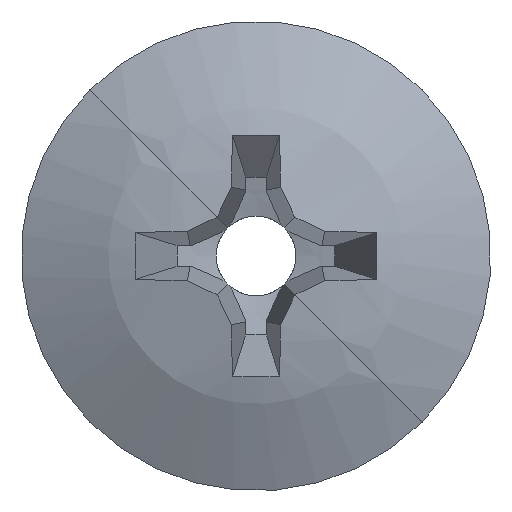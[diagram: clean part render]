
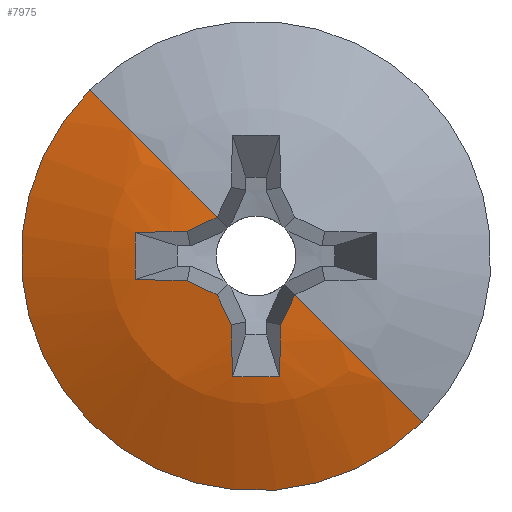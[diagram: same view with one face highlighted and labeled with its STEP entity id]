
A CAD part, left-side view. The second image highlights one B-rep face of the part: STEP entity #7975.
In plain terms, the highlighted spherical face has radius 5.452 mm.
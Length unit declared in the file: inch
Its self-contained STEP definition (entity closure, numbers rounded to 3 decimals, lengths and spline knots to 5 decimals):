
#3047=CARTESIAN_POINT('',(0.14257,0.01131,
0.01131));
#3048=DIRECTION('',(-0.128,0.701,0.701));
#3049=DIRECTION('',(-0.959,0.092,-0.268));
#3050=AXIS2_PLACEMENT_3D('',#3047,#3048,#3049);
#3052=CARTESIAN_POINT('',(-0.06856,0.,-0.02484));
#3053=CARTESIAN_POINT('',(-0.06849,0.00152,
-0.02539));
#3054=CARTESIAN_POINT('',(-0.06833,0.00455,
-0.02647));
#3055=CARTESIAN_POINT('',(-0.06799,0.00899,
-0.02804));
#3056=CARTESIAN_POINT('',(-0.06766,0.01228,
-0.02919));
#3057=CARTESIAN_POINT('',(-0.06746,0.01399,
-0.02979));
#3059=CARTESIAN_POINT('',(-0.06746,-0.01399,
-0.02979));
#3060=CARTESIAN_POINT('',(-0.06766,-0.01227,
-0.02919));
#3061=CARTESIAN_POINT('',(-0.06799,-0.00896,
-0.02803));
#3062=CARTESIAN_POINT('',(-0.06833,-0.00451,
-0.02646));
#3063=CARTESIAN_POINT('',(-0.06849,-0.0015,
-0.02538));
#3064=CARTESIAN_POINT('',(-0.06856,0.,-0.02484));
#3066=CARTESIAN_POINT('',(0.14257,-0.01131,
0.01131));
#3067=DIRECTION('',(-0.128,-0.701,0.701));
#3068=DIRECTION('',(-0.981,-0.012,-0.192));
#3069=AXIS2_PLACEMENT_3D('',#3066,#3067,#3068);
#3071=CARTESIAN_POINT('',(0.13324,0.01932,
0.01932));
#3072=DIRECTION('',(-0.385,0.653,0.653));
#3073=DIRECTION('',(-0.922,-0.237,-0.307));
#3074=AXIS2_PLACEMENT_3D('',#3071,#3072,#3073);
#3076=CARTESIAN_POINT('',(0.14257,0.01131,
-0.01131));
#3077=DIRECTION('',(-0.128,0.701,-0.701));
#3078=DIRECTION('',(-0.959,-0.268,-0.092));
#3079=AXIS2_PLACEMENT_3D('',#3076,#3077,#3078);
#3081=CARTESIAN_POINT('',(-0.06856,-0.02484,0.));
#3082=CARTESIAN_POINT('',(-0.0685,-0.02536,
-0.00144));
#3083=CARTESIAN_POINT('',(-0.06834,-0.0264,
-0.00434));
#3084=CARTESIAN_POINT('',(-0.06799,-0.02805,
-0.00903));
#3085=CARTESIAN_POINT('',(-0.06766,-0.0292,
-0.0123));
#3086=CARTESIAN_POINT('',(-0.06746,-0.02979,
-0.01399));
#3088=CARTESIAN_POINT('',(0.14464,0.,0.));
#3089=DIRECTION('',(0.,0.,-1.));
#3090=DIRECTION('',(-0.87,-0.494,0.));
#3091=AXIS2_PLACEMENT_3D('',#3088,#3089,#3090);
#3093=CARTESIAN_POINT('',(-0.042,0.,0.));
#3094=DIRECTION('',(-1.,0.,0.));
#3095=DIRECTION('',(0.,1.,0.));
#3096=AXIS2_PLACEMENT_3D('',#3093,#3094,#3095);
#3098=CARTESIAN_POINT('',(0.14464,0.,0.));
#3099=DIRECTION('',(0.,0.,1.));
#3100=DIRECTION('',(-0.87,0.494,0.));
#3101=AXIS2_PLACEMENT_3D('',#3098,#3099,#3100);
#3103=CARTESIAN_POINT('',(-0.06746,0.02979,
-0.01399));
#3104=CARTESIAN_POINT('',(-0.06766,0.0292,
-0.0123));
#3105=CARTESIAN_POINT('',(-0.06799,0.02806,
-0.00903));
#3106=CARTESIAN_POINT('',(-0.06834,0.0264,
-0.00435));
#3107=CARTESIAN_POINT('',(-0.0685,0.02536,
-0.00144));
#3108=CARTESIAN_POINT('',(-0.06856,0.02484,0.));
#3110=CARTESIAN_POINT('',(0.14257,-0.01131,
-0.01131));
#3111=DIRECTION('',(0.128,0.701,0.701));
#3112=DIRECTION('',(-0.959,0.268,-0.092));
#3113=AXIS2_PLACEMENT_3D('',#3110,#3111,#3112);
#3115=CARTESIAN_POINT('',(0.13324,-0.01932,
0.01932));
#3116=DIRECTION('',(0.385,0.653,-0.653));
#3117=DIRECTION('',(-0.922,0.237,-0.307));
#3118=AXIS2_PLACEMENT_3D('',#3115,#3116,#3117);
#3235=CARTESIAN_POINT('',(-0.06856,-0.02484,0.));
#3281=CARTESIAN_POINT('',(-0.06856,0.02484,0.));
#3534=CARTESIAN_POINT('',(-0.042,0.106,0.));
#3536=VERTEX_POINT('',#3534);
#3538=CARTESIAN_POINT('',(-0.042,-0.106,0.));
#3540=VERTEX_POINT('',#3538);
#3630=VERTEX_POINT('',#3235);
#3645=VERTEX_POINT('',#3281);
#3646=CARTESIAN_POINT('',(-0.06271,0.03104,
-0.04597));
#3647=CARTESIAN_POINT('',(-0.06746,0.01399,
-0.02979));
#3648=VERTEX_POINT('',#3646);
#3649=VERTEX_POINT('',#3647);
#3650=VERTEX_POINT('',#3052);
#3651=VERTEX_POINT('',#3059);
#3652=CARTESIAN_POINT('',(-0.06271,-0.03104,
-0.04597));
#3653=VERTEX_POINT('',#3652);
#3654=CARTESIAN_POINT('',(-0.06271,-0.04597,
-0.03104));
#3655=VERTEX_POINT('',#3654);
#3656=CARTESIAN_POINT('',(-0.06746,-0.02979,
-0.01399));
#3657=VERTEX_POINT('',#3656);
#3658=VERTEX_POINT('',#3103);
#3659=CARTESIAN_POINT('',(-0.06271,0.04597,
-0.03104));
#3660=VERTEX_POINT('',#3659);
#7943=CARTESIAN_POINT('',(0.14464,0.,0.));
#7944=DIRECTION('',(1.,0.,0.));
#7945=DIRECTION('',(0.,-1.,0.));
#7946=AXIS2_PLACEMENT_3D('',#7943,#7944,#7945);
#7947=SPHERICAL_SURFACE('',#7946,0.21464);
#7949=ORIENTED_EDGE('',*,*,#7948,.T.);
#7951=ORIENTED_EDGE('',*,*,#7950,.F.);
#7953=ORIENTED_EDGE('',*,*,#7952,.F.);
#7955=ORIENTED_EDGE('',*,*,#7954,.T.);
#7957=ORIENTED_EDGE('',*,*,#7956,.T.);
#7959=ORIENTED_EDGE('',*,*,#7958,.T.);
#7961=ORIENTED_EDGE('',*,*,#7960,.F.);
#7963=ORIENTED_EDGE('',*,*,#7962,.F.);
#7964=ORIENTED_EDGE('',*,*,#7936,.F.);
#7966=ORIENTED_EDGE('',*,*,#7965,.T.);
#7968=ORIENTED_EDGE('',*,*,#7967,.F.);
#7970=ORIENTED_EDGE('',*,*,#7969,.F.);
#7972=ORIENTED_EDGE('',*,*,#7971,.F.);
#7973=EDGE_LOOP('',(#7949,#7951,#7953,#7955,#7957,#7959,#7961,#7963,#7964,#7966,
#7968,#7970,#7972));
#7974=FACE_OUTER_BOUND('',#7973,.F.);
#3051=CIRCLE('',#3050,0.21404);
#3058=B_SPLINE_CURVE_WITH_KNOTS('',3,(#3052,#3053,#3054,#3055,#3056,#3057),
.UNSPECIFIED.,.F.,.F.,(4,1,1,4),(0.,0.33333,0.66667,1.),
.UNSPECIFIED.);
#3065=B_SPLINE_CURVE_WITH_KNOTS('',3,(#3059,#3060,#3061,#3062,#3063,#3064),
.UNSPECIFIED.,.F.,.F.,(4,1,1,4),(0.,0.33333,0.66667,1.),
.UNSPECIFIED.);
#3070=CIRCLE('',#3069,0.21404);
#3075=CIRCLE('',#3074,0.21259);
#3080=CIRCLE('',#3079,0.21404);
#3087=B_SPLINE_CURVE_WITH_KNOTS('',3,(#3081,#3082,#3083,#3084,#3085,#3086),
.UNSPECIFIED.,.F.,.F.,(4,1,1,4),(0.,0.33333,0.66667,1.),
.UNSPECIFIED.);
#3092=CIRCLE('',#3091,0.21464);
#3097=CIRCLE('',#3096,0.106);
#3102=CIRCLE('',#3101,0.21464);
#3109=B_SPLINE_CURVE_WITH_KNOTS('',3,(#3103,#3104,#3105,#3106,#3107,#3108),
.UNSPECIFIED.,.F.,.F.,(4,1,1,4),(0.,0.33333,0.66667,1.),
.UNSPECIFIED.);
#3114=CIRCLE('',#3113,0.21404);
#3119=CIRCLE('',#3118,0.21259);
#7936=EDGE_CURVE('',#3536,#3540,#3097,.T.);
#7948=EDGE_CURVE('',#3648,#3649,#3051,.T.);
#7950=EDGE_CURVE('',#3650,#3649,#3058,.T.);
#7952=EDGE_CURVE('',#3651,#3650,#3065,.T.);
#7954=EDGE_CURVE('',#3651,#3653,#3070,.T.);
#7956=EDGE_CURVE('',#3653,#3655,#3075,.T.);
#7958=EDGE_CURVE('',#3655,#3657,#3080,.T.);
#7960=EDGE_CURVE('',#3630,#3657,#3087,.T.);
#7962=EDGE_CURVE('',#3540,#3630,#3092,.T.);
#7965=EDGE_CURVE('',#3536,#3645,#3102,.T.);
#7967=EDGE_CURVE('',#3658,#3645,#3109,.T.);
#7969=EDGE_CURVE('',#3660,#3658,#3114,.T.);
#7971=EDGE_CURVE('',#3648,#3660,#3119,.T.);
#7975=ADVANCED_FACE('',(#7974),#7947,.T.);
